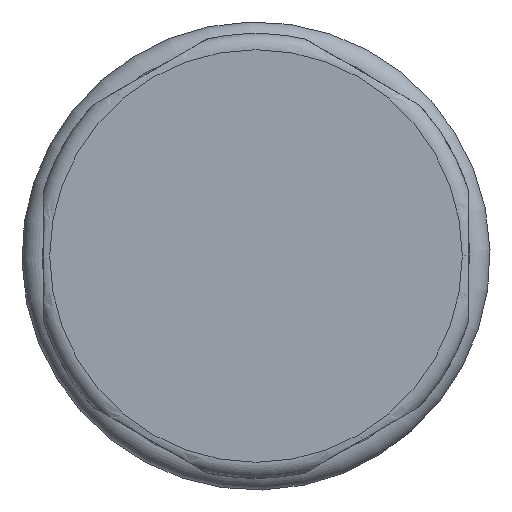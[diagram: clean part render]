
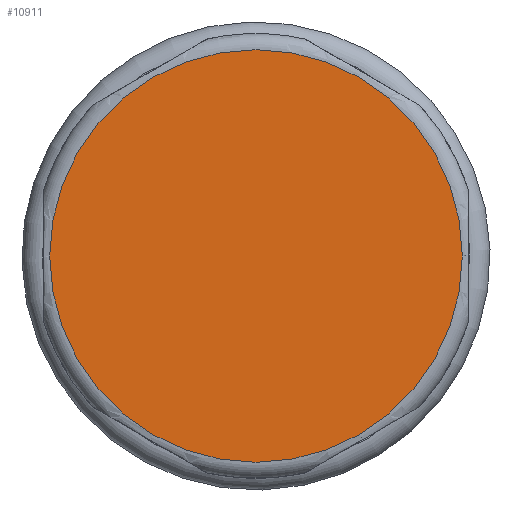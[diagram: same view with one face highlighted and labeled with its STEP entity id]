
A CAD part, left-side view. The second image highlights one B-rep face of the part: STEP entity #10911.
In plain terms, the highlighted planar face has unit normal (-1, 0, 0).
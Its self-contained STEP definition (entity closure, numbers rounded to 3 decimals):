
#1740=CIRCLE('',#11624,10.2);
#1741=CIRCLE('',#11625,10.2);
#1940=PLANE('',#11628);
#2824=FACE_OUTER_BOUND('',#3432,.T.);
#3432=EDGE_LOOP('',(#7878,#7879));
#4861=VERTEX_POINT('',#15071);
#4862=VERTEX_POINT('',#15073);
#6031=EDGE_CURVE('',#4861,#4862,#1740,.T.);
#6032=EDGE_CURVE('',#4862,#4861,#1741,.T.);
#7878=ORIENTED_EDGE('',*,*,#6032,.F.);
#7879=ORIENTED_EDGE('',*,*,#6031,.F.);
#10911=ADVANCED_FACE('',(#2824),#1940,.T.);
#11624=AXIS2_PLACEMENT_3D('',#15074,#12464,#12465);
#11625=AXIS2_PLACEMENT_3D('',#15075,#12466,#12467);
#11628=AXIS2_PLACEMENT_3D('',#15105,#12472,#12473);
#12464=DIRECTION('center_axis',(1.,0.,0.));
#12465=DIRECTION('ref_axis',(0.,-1.,0.));
#12466=DIRECTION('center_axis',(1.,0.,0.));
#12467=DIRECTION('ref_axis',(0.,-1.,0.));
#12472=DIRECTION('center_axis',(-1.,0.,0.));
#12473=DIRECTION('ref_axis',(0.,0.,1.));
#15071=CARTESIAN_POINT('',(0.,0.,10.2));
#15073=CARTESIAN_POINT('',(0.,10.2,0.));
#15074=CARTESIAN_POINT('Origin',(0.,0.,0.));
#15075=CARTESIAN_POINT('Origin',(0.,0.,0.));
#15105=CARTESIAN_POINT('Origin',(0.,8.75,0.));
